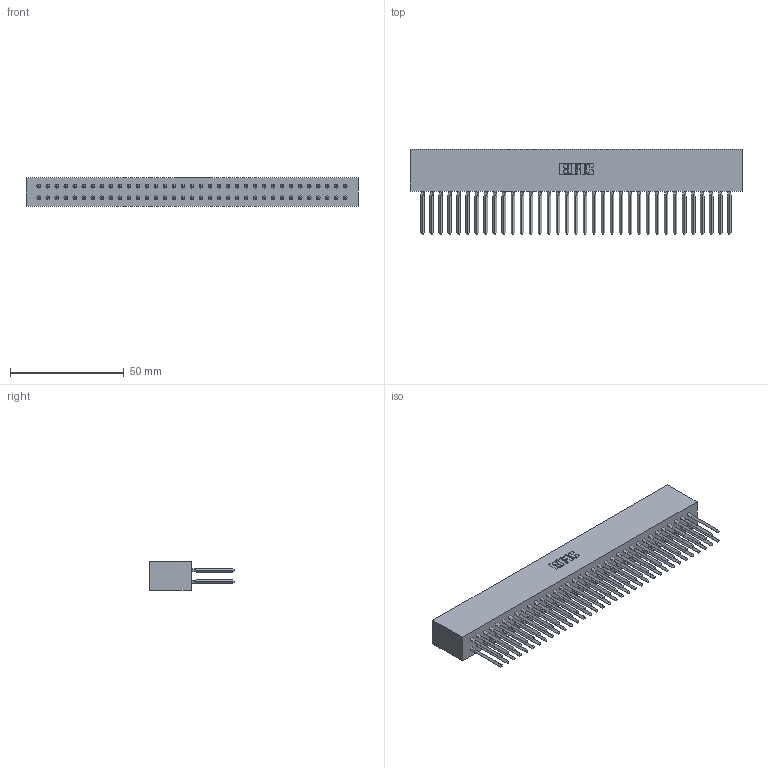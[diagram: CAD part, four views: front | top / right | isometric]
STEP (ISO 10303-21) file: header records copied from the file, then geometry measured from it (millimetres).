
FILE_DESCRIPTION (( 'STEP AP203' ), '1' );
FILE_NAME ('317-070-540-801.STEP', '2020-02-28T06:56:06', ( '' ), ( '' ), 'SwSTEP 2.0', 'SolidWorks 2016', '' );
FILE_SCHEMA (( 'CONFIG_CONTROL_DESIGN' ));
Length unit declared in the file: inch
Products named in the file (3): 317 Part_Lugless; 317-290-001_540; 317-070-540-801
Assembly tree (71 placements, depth 2):
  317-070-540-801
    317 Part_Lugless
    317-290-001_540  x70
Bounding box: 145.9 x 37.34 x 12.7 mm (x, y, z)
Volume: 26043 mm3; surface area: 38820.2 mm2
Topology: 71 solids, 71 shells, 6320 faces, 17529 edges, 11288 vertices
Faces by surface type: plane 5160, cylinder 880, bspline 280
Entity records: 51160 total; most frequent: CARTESIAN_POINT 9339, ORIENTED_EDGE 8838, DIRECTION 7365, EDGE_CURVE 4419, VECTOR 4171, LINE 4171, VERTEX_POINT 2939, AXIS2_PLACEMENT_3D 1597
